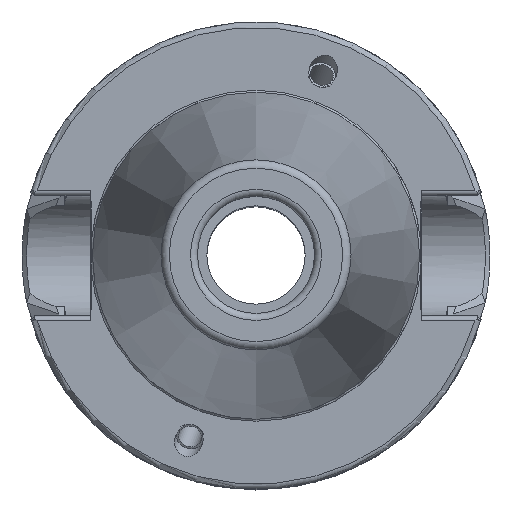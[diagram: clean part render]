
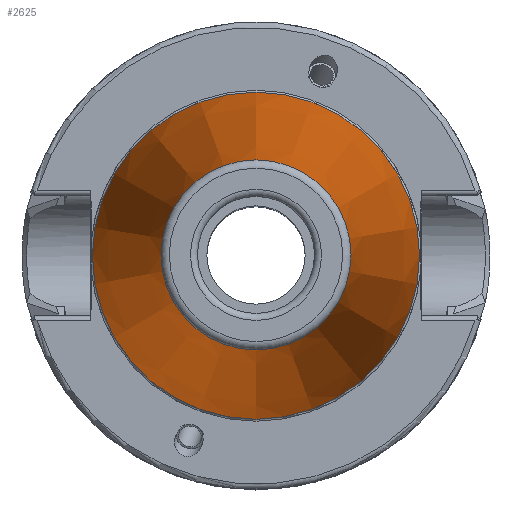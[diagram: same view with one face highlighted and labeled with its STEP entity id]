
A CAD part, top view. The second image highlights one B-rep face of the part: STEP entity #2625.
In plain terms, the highlighted conical face has half-angle 8.297 degrees and reference radius 27.629 mm.
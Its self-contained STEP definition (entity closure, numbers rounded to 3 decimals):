
#69=CONICAL_SURFACE('',#2927,27.629,0.145);
#215=CIRCLE('',#2874,20.304);
#216=CIRCLE('',#2875,20.304);
#246=CIRCLE('',#2926,34.954);
#488=FACE_OUTER_BOUND('',#666,.T.);
#666=EDGE_LOOP('',(#2467,#2468,#2469,#2470,#2471));
#898=LINE('',#5659,#1041);
#1041=VECTOR('',#3630,27.629);
#1276=VERTEX_POINT('',#5570);
#1277=VERTEX_POINT('',#5572);
#1301=VERTEX_POINT('',#5655);
#1651=EDGE_CURVE('',#1276,#1277,#215,.T.);
#1652=EDGE_CURVE('',#1277,#1276,#216,.T.);
#1689=EDGE_CURVE('',#1301,#1301,#246,.T.);
#1691=EDGE_CURVE('',#1277,#1301,#898,.T.);
#2467=ORIENTED_EDGE('',*,*,#1652,.F.);
#2468=ORIENTED_EDGE('',*,*,#1691,.T.);
#2469=ORIENTED_EDGE('',*,*,#1689,.T.);
#2470=ORIENTED_EDGE('',*,*,#1691,.F.);
#2471=ORIENTED_EDGE('',*,*,#1651,.F.);
#2625=ADVANCED_FACE('',(#488),#69,.T.);
#2874=AXIS2_PLACEMENT_3D('',#5573,#3514,#3515);
#2875=AXIS2_PLACEMENT_3D('',#5574,#3516,#3517);
#2926=AXIS2_PLACEMENT_3D('',#5656,#3625,#3626);
#2927=AXIS2_PLACEMENT_3D('',#5658,#3628,#3629);
#3514=DIRECTION('center_axis',(0.,0.,1.));
#3515=DIRECTION('ref_axis',(1.,0.,0.));
#3516=DIRECTION('center_axis',(0.,0.,1.));
#3517=DIRECTION('ref_axis',(1.,0.,0.));
#3625=DIRECTION('center_axis',(0.,0.,1.));
#3626=DIRECTION('ref_axis',(1.,0.,0.));
#3628=DIRECTION('center_axis',(0.,0.,-1.));
#3629=DIRECTION('ref_axis',(0.,-1.,0.));
#3630=DIRECTION('',(0.,0.144,-0.99));
#5570=CARTESIAN_POINT('',(20.304,0.,100.26));
#5572=CARTESIAN_POINT('',(0.,20.304,100.26));
#5573=CARTESIAN_POINT('Origin',(0.,0.,100.26));
#5574=CARTESIAN_POINT('Origin',(0.,0.,100.26));
#5655=CARTESIAN_POINT('',(0.,34.954,-0.2));
#5656=CARTESIAN_POINT('Origin',(0.,0.,-0.2));
#5658=CARTESIAN_POINT('Origin',(0.,0.,50.03));
#5659=CARTESIAN_POINT('',(0.,27.629,50.03));
